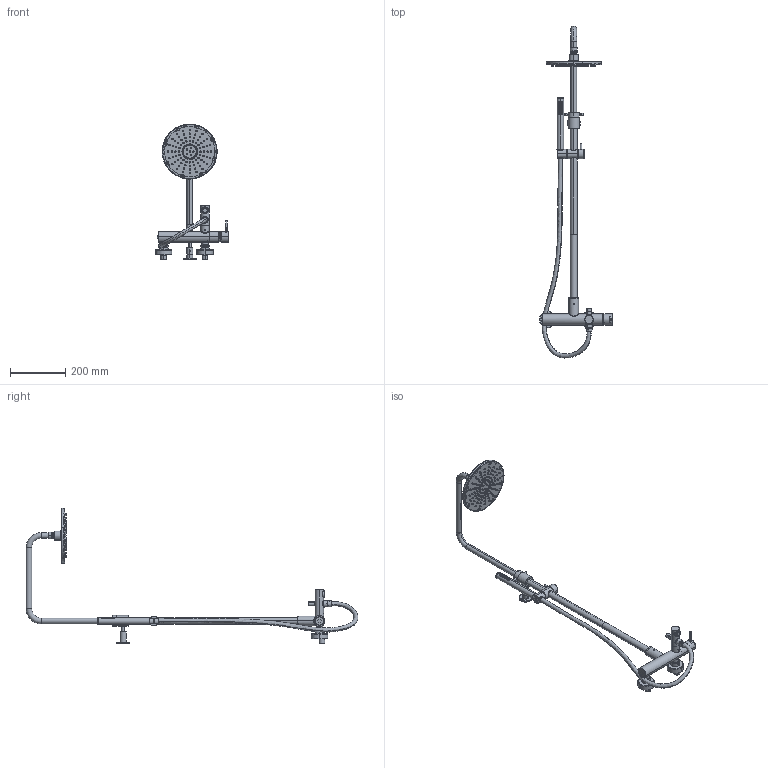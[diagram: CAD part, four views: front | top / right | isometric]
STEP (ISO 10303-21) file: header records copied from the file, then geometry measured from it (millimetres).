
FILE_DESCRIPTION (( 'STEP AP214' ), '1' );
FILE_NAME ('C35.0026 3D.STEP', '2023-01-19T17:02:03', ( '' ), ( '' ), 'SwSTEP 2.0', 'SolidWorks 2022', '' );
FILE_SCHEMA (( 'AUTOMOTIVE_DESIGN' ));
Length unit declared in the file: millimetre
Products named in the file (40): 0073.002.00.STEP; 012400300400.STEP; 0005-PORCA__31.8x14MM_000000000000.STEP; 010228200300.STEP; C35.0026.STEP; 010212902100.STEP; 0073.001.00.STEP; base suporte lat_o.STEP; 0210.004.00.STEP; 0059.001.00.STEP; 0005-CASQUILHO_INVERSOR_BANHEIRA.STEP; 0005-EMBELEZADOR__37x10MM_000000000000.STEP; 0005-INVERSOR_BANHEIRA_20-19f_53,2MM_000000000000.STEP; 0005-KIT_ENCENTRICO_CILINDRICO_EXCENTRICO_000000000000.STEP; 010206708800.STEP; 0005-CASQUILHO_AUMENTO__22,8x21,4MM_000000000000.STEP; C35.0026 3D; PERNO M10 PARA FIXA__O BASE SUPORTE PAREDE.STEP; 0210.002.00.STEP; 0005-TUBO__24x1.5x700MM_000000000000.STEP; 010228200200.STEP; 0073.003.00.STEP; PERNO M4.STEP; 010208700500.STEP; 0005-VEIO_INVERSOR_BANHEIRA.STEP; 0005-KIT_ENCENTRICO_CILINDRICO_ESPELHO__60x20MM_000000000000.STEP; 0005-AEREADOR_M24x1_000000000000.STEP; CP0056002201.STEP; 010220000400.STEP; 010211329000.STEP; 010209406500.STEP; 0005-TAMPA_VEDA__O_CORPO__40x220MM_000000000000.STEP; 01022150390.STEP; 0005-TUBO__20.5x2,25x700MM_000000000000.STEP; 014500600100.STEP; SUPORTE CHUVEIRO M_O.STEP; 0209.0003.00.STEP; SCP0056002200.STEP; 0210.001.00.STEP; SCP0056002201.STEP
Assembly tree (51 placements, depth 5):
  C35.0026 3D
    C35.0026.STEP
      0005-INVERSOR_BANHEIRA_20-19f_53,2MM_000000000000.STEP
        0005-CASQUILHO_INVERSOR_BANHEIRA.STEP
        0005-VEIO_INVERSOR_BANHEIRA.STEP
      CP0056002201.STEP
        SUPORTE CHUVEIRO M_O.STEP
          010208700500.STEP
          010209406500.STEP
          010211329000.STEP
          010212902100.STEP
        012400300400.STEP
          010206708800.STEP
          010220000400.STEP
          010228200200.STEP
          010228200300.STEP
          014500600100.STEP
          01022150390.STEP  x8
        0005-TUBO__20.5x2,25x700MM_000000000000.STEP
        0005-TUBO__24x1.5x700MM_000000000000.STEP
        0073.002.00.STEP
        0073.003.00.STEP
        0073.001.00.STEP
        PERNO M4.STEP
        base suporte lat_o.STEP
        PERNO M10 PARA FIXA__O BASE SUPORTE PAREDE.STEP
      0005-CASQUILHO_AUMENTO__22,8x21,4MM_000000000000.STEP  x2
      0005-KIT_ENCENTRICO_CILINDRICO_ESPELHO__60x20MM_000000000000.STEP  x2
      0005-KIT_ENCENTRICO_CILINDRICO_EXCENTRICO_000000000000.STEP  x2
      0005-PORCA__31.8x14MM_000000000000.STEP  x2
      0005-TAMPA_VEDA__O_CORPO__40x220MM_000000000000.STEP
      0005-AEREADOR_M24x1_000000000000.STEP
      0210.004.00.STEP
      0005-EMBELEZADOR__37x10MM_000000000000.STEP
      0209.0003.00.STEP
      0059.001.00.STEP
      0210.002.00.STEP
      PERNO M4.STEP
      0210.001.00.STEP
      SCP0056002200.STEP
      SCP0056002201.STEP
Bounding box: 265.5 x 1204.87 x 493.4 mm (x, y, z)
Volume: 1023339.1 mm3; surface area: 729798.1 mm2
Topology: 48 solids, 48 shells, 2299 faces, 5391 edges, 3468 vertices
Faces by surface type: cylinder 894, plane 586, cone 478, bspline 268, torus 49, sphere 24
Entity records: 108059 total; most frequent: CARTESIAN_POINT 58517, ORIENTED_EDGE 9534, DIRECTION 9486, EDGE_CURVE 4767, AXIS2_PLACEMENT_3D 4024, VERTEX_POINT 3083, EDGE_LOOP 2628, CIRCLE 2189
